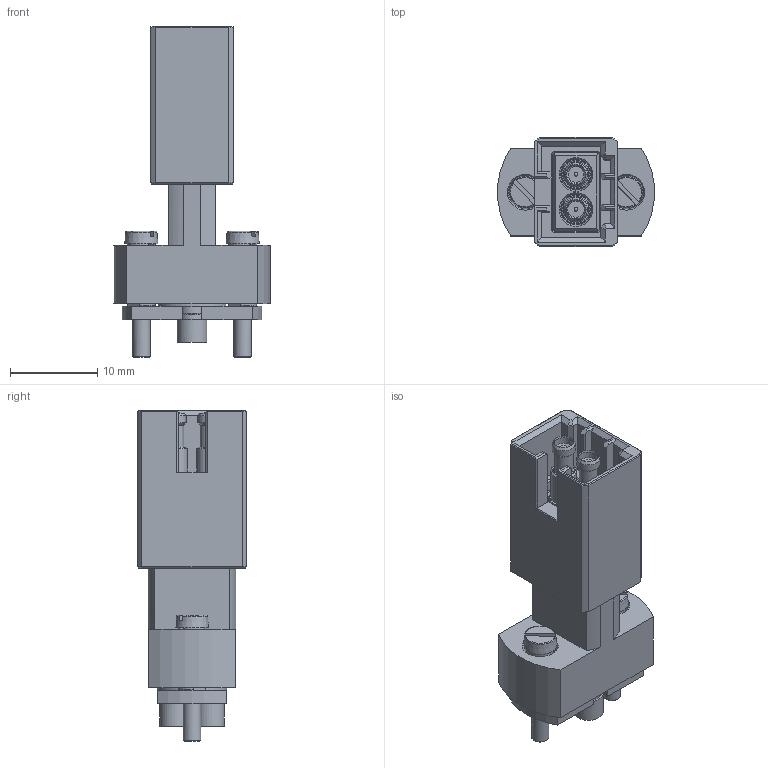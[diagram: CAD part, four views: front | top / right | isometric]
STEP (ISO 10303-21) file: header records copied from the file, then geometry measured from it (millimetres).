
FILE_DESCRIPTION (( 'STEP AP214' ), '1' );
FILE_NAME ('MOD-1112868-HF77-0005BG02-1.STEP', '2023-07-24T05:58:01', ( '' ), ( '' ), 'SwSTEP 2.0', 'SolidWorks 2020', '' );
FILE_SCHEMA (( 'AUTOMOTIVE_DESIGN' ));
Length unit declared in the file: millimetre
Products named in the file (1): MOD-1112868-HF77-0005BG02-1
Bounding box: 17.94 x 12.5 x 37.8 mm (x, y, z)
Surface area: 4711.2 mm2 (no closed solid volume)
Topology: 0 solids, 7 shells, 372 faces, 1006 edges, 639 vertices
Faces by surface type: plane 205, cylinder 79, cone 74, bspline 14
Full cylindrical faces by diameter (mm): 0.31 x2, 0.45 x2, 1.05 x1, 1.6 x2, 1.7 x2, 2 x4, 2.05 x2, 2.1 x2, 2.12 x2, 2.17 x2, 2.18 x2, 2.2 x4, 2.23 x2, 2.45 x2, 2.66 x2, 2.8 x2, 2.925 x1, 2.95 x4, 3.2 x4, 3.4 x6, 3.55 x2, 3.6 x2, 3.7 x2
Entity records: 15985 total; most frequent: CARTESIAN_POINT 4535, DIRECTION 1697, ORIENTED_EDGE 1616, EDGE_CURVE 809, AXIS2_PLACEMENT_3D 626, VERTEX_POINT 560, EDGE_LOOP 517, LINE 445
